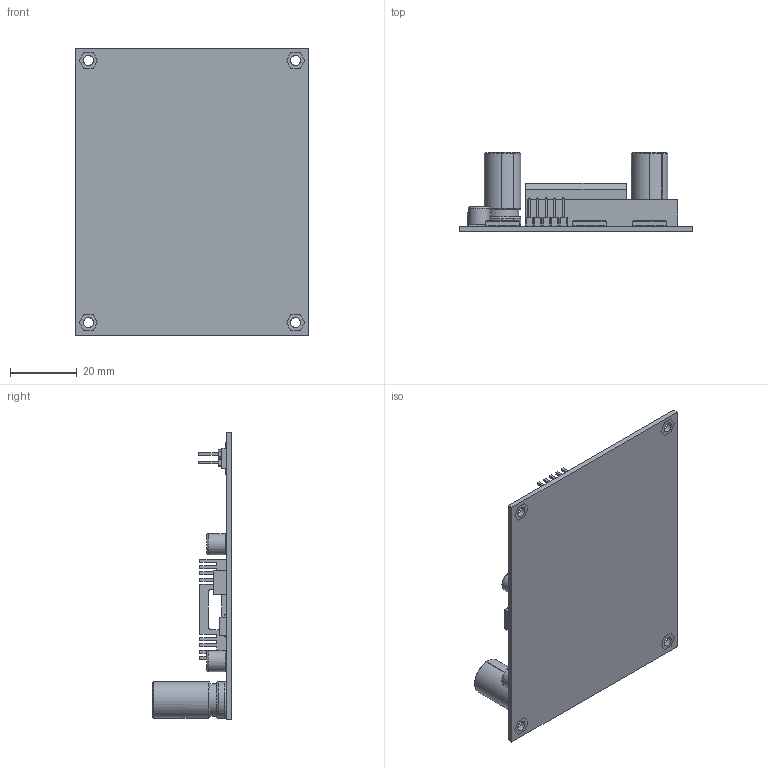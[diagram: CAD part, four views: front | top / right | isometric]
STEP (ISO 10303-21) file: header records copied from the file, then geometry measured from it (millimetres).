
FILE_DESCRIPTION(/* description */ (''),/* implementation_level */ '2;1');
FILE_NAME(/* name */ 'driver pcb.step',/* time_stamp */ '2022-12-08T16:11:56-08:00',/* author */ (''),/* organization */ (''),/* preprocessor_version */ 'ST-DEVELOPER v19.2',/* originating_system */ 'Autodesk Translation Framework v11.17.0.187',/* authorisation */ '');
FILE_SCHEMA (('AUTOMOTIVE_DESIGN { 1 0 10303 214 3 1 1 }'));
Length unit declared in the file: millimetre
Products named in the file (11): driver pcb master; driver board pcb; driver board el-cap-large; driver board heatsink; chip-medium; pin header 2x5 (2.54); pin header single (2.54); driver board terminal block; cap medium; inductor; chip--medium2
Assembly tree (23 placements, depth 3):
  driver pcb master
    driver board pcb
    driver board el-cap-large  x2
    driver board heatsink
    chip-medium  x3
    pin header 2x5 (2.54)
      pin header single (2.54)  x10
    cap medium  x2
    driver board terminal block
    inductor
    chip--medium2
Bounding box: 70 x 23.71 x 86 mm (x, y, z)
Volume: 23189 mm3; surface area: 26404.2 mm2
Topology: 22 solids, 22 shells, 699 faces, 1740 edges, 1124 vertices
Faces by surface type: plane 613, cylinder 67, torus 10, bspline 5, cone 4
Full cylindrical faces by diameter (mm): 1.25 x3, 1.5 x6, 3 x4, 5 x1, 6.3 x2, 9.75 x2
Entity records: 11377 total; most frequent: CARTESIAN_POINT 2126, ORIENTED_EDGE 1788, DIRECTION 1764, EDGE_CURVE 894, LINE 776, VECTOR 776, VERTEX_POINT 580, AXIS2_PLACEMENT_3D 494
